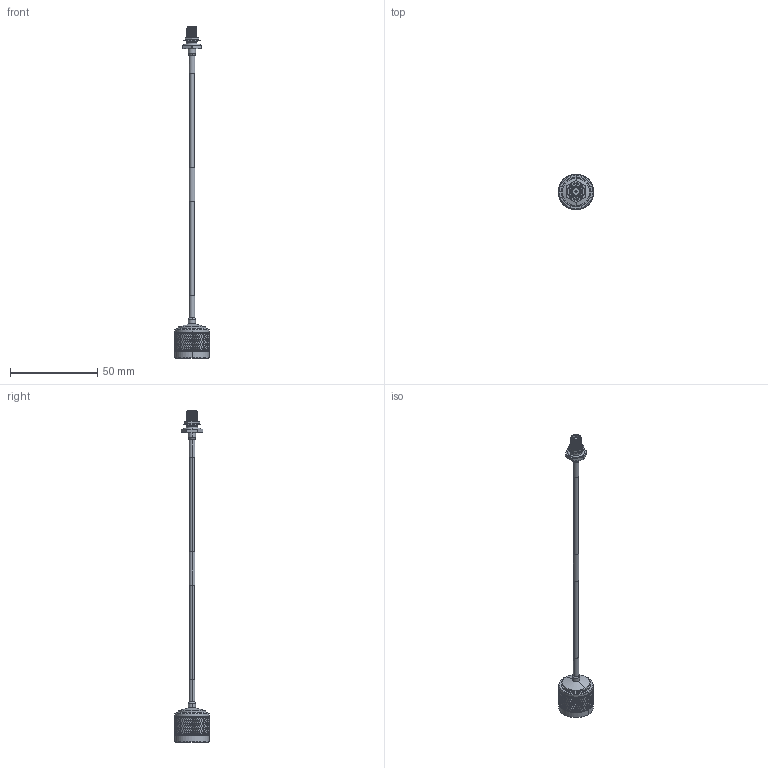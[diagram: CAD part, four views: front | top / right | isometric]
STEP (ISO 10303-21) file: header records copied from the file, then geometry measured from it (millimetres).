
FILE_DESCRIPTION (( 'STEP AP214' ), '1' );
FILE_NAME ('LCCA30617.step', '2020-05-06T20:28:10', ( '' ), ( '' ), 'SwSTEP 2.0', 'SolidWorks 2018', '' );
FILE_SCHEMA (( 'AUTOMOTIVE_DESIGN' ));
Length unit declared in the file: inch
Products named in the file (5): LC085TBJ^LCCA30617; LCCA30617; Label^LCCA30617; LCCN3048^LCCA30617_Heat Shrink; LCCN3050^LCCA30617_Heat Shrink
Assembly tree (4 placements, depth 2):
  LCCA30617
    LC085TBJ^LCCA30617
    Label^LCCA30617
    LCCN3048^LCCA30617_Heat Shrink
    LCCN3050^LCCA30617_Heat Shrink
Bounding box: 20.32 x 20.32 x 190.07 mm (x, y, z)
Volume: 5631.8 mm3; surface area: 5720.8 mm2
Topology: 7 solids, 7 shells, 2554 faces, 5605 edges, 3077 vertices
Faces by surface type: bspline 1882, cylinder 559, plane 54, cone 51, torus 8
Entity records: 113352 total; most frequent: CARTESIAN_POINT 78071, ORIENTED_EDGE 11210, EDGE_CURVE 5605, VERTEX_POINT 3077, EDGE_LOOP 2572, FACE_OUTER_BOUND 2554, ADVANCED_FACE 2554, DIRECTION 2373
